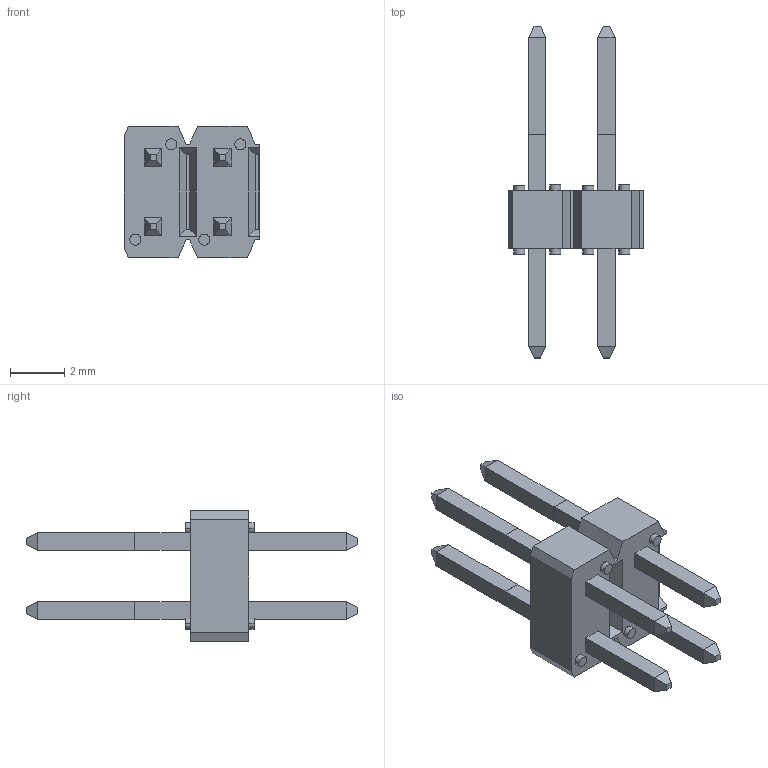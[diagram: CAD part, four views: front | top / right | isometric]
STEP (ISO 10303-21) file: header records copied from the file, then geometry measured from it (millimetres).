
FILE_DESCRIPTION((''),'2;1');
FILE_NAME('67997-204HLF_ASM','2019-07-26T',('zhoumk'),('AFCI'),'CREO PARAMETRIC BY PTC INC, 2016130','CREO PARAMETRIC BY PTC INC, 2016130','');
FILE_SCHEMA(('AUTOMOTIVE_DESIGN { 1 0 10303 214 1 1 1 1 }'));
Length unit declared in the file: inch
Products named in the file (4): 93190-001_AF0_1; 77310-116LF_1; 67997-110HLF_ASM_1_ASM; 67997-204HLF_ASM
Assembly tree (6 placements, depth 3):
  67997-204HLF_ASM
    67997-110HLF_ASM_1_ASM
      93190-001_AF0_1
      77310-116LF_1  x4
Bounding box: 4.98 x 12.19 x 4.83 mm (x, y, z)
Volume: 63.4 mm3; surface area: 235.8 mm2
Topology: 5 solids, 5 shells, 156 faces, 364 edges, 232 vertices
Faces by surface type: plane 140, cylinder 16
Entity records: 3530 total; most frequent: CARTESIAN_POINT 530, DIRECTION 504, ORIENTED_EDGE 488, EDGE_CURVE 244, VECTOR 212, LINE 212, COLOUR_RGB 178, VERTEX_POINT 160
